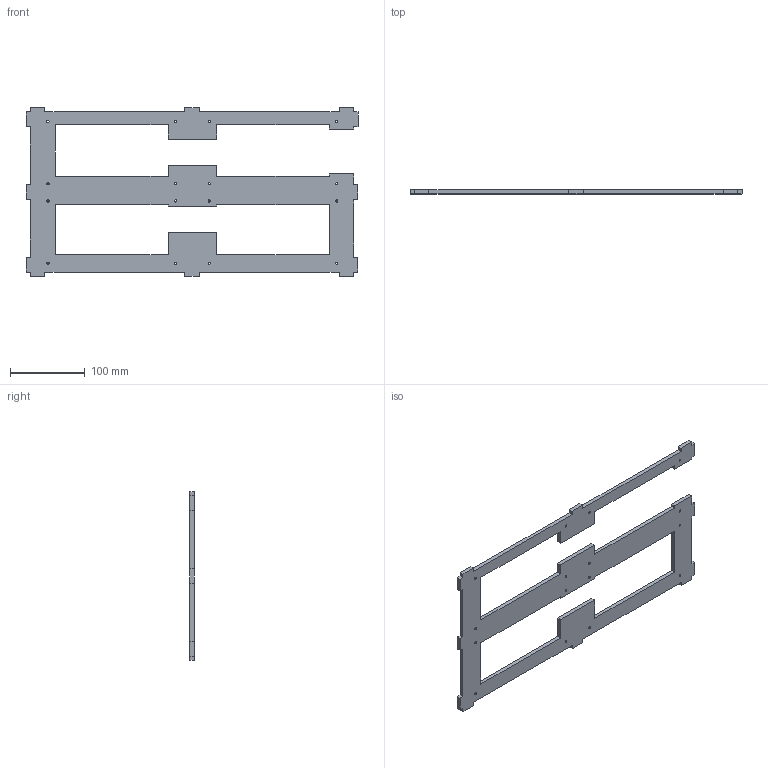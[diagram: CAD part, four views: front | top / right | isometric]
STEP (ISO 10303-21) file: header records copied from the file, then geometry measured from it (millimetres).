
FILE_DESCRIPTION(/* description */ ('','CAx-IF Rec.Pracs.---Representation and Presentation of Product Manufacturing Information (PMI)---4.0---2014-10-13'),/* implementation_level */ '2;1');
FILE_NAME(/* name */ 'acrylic_inner_first_after_post_v8.step',/* time_stamp */ '2024-12-19T14:12:04-05:00',/* author */ (''),/* organization */ (''),/* preprocessor_version */ 'ST-DEVELOPER v20',/* originating_system */ 'Autodesk Translation Framework v13.20.0.188',/* authorisation */ '');
FILE_SCHEMA (('AP242_MANAGED_MODEL_BASED_3D_ENGINEERING_MIM_LF { 1 0 10303 442 1 1 4 }'));
Length unit declared in the file: millimetre
Products named in the file (1): acrylic_inner_first_after_post
Bounding box: 444.6 x 5.4 x 225.53 mm (x, y, z)
Volume: 250852.8 mm3; surface area: 111261.1 mm2
Topology: 1 solids, 1 shells, 91 faces, 267 edges, 178 vertices
Faces by surface type: plane 75, cylinder 16
Full cylindrical faces by diameter (mm): 3 x16
Entity records: 3101 total; most frequent: CARTESIAN_POINT 537, ORIENTED_EDGE 534, DIRECTION 483, EDGE_CURVE 267, LINE 235, VECTOR 235, VERTEX_POINT 178, EDGE_LOOP 125
